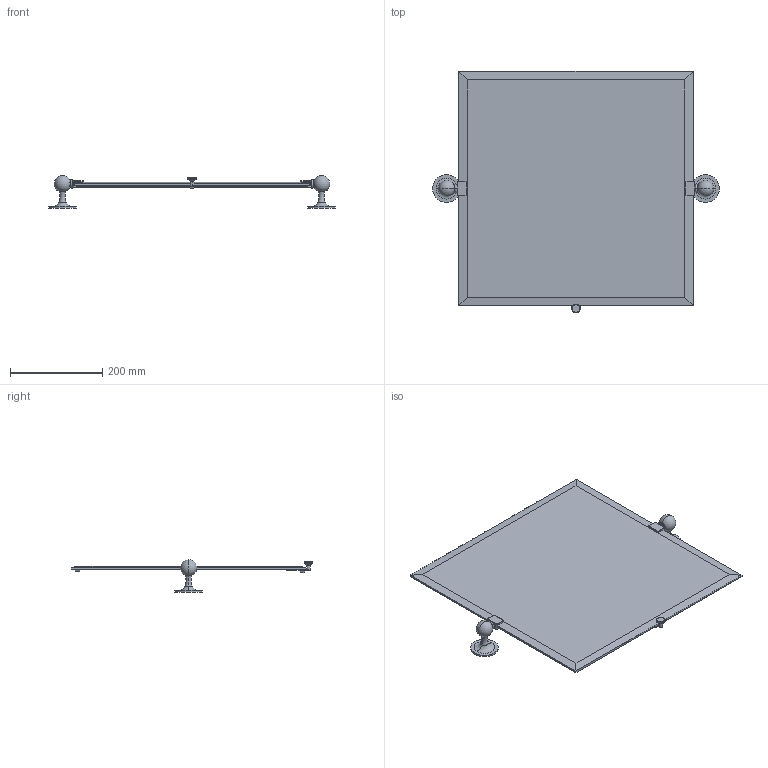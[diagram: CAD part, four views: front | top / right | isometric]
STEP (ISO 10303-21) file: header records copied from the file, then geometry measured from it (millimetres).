
FILE_DESCRIPTION((''),'2;1');
FILE_NAME('0141N','2021-06-21T15:56:33',('jinson.thomas'),(''),'CREO PARAMETRIC BY PTC INC, 2018400','CREO PARAMETRIC BY PTC INC, 2018400','');
FILE_SCHEMA(('CONFIG_CONTROL_DESIGN'));
Length unit declared in the file: inch
Products named in the file (1): 0141N
Bounding box: 620.37 x 522.86 x 71.01 mm (x, y, z)
Volume: 1631490.6 mm3; surface area: 566375.4 mm2
Topology: 1 solids, 1 shells, 506 faces, 1098 edges, 602 vertices
Faces by surface type: plane 244, torus 186, cylinder 62, sphere 12, cone 2
Full cylindrical faces by diameter (mm): 1.422 x1
Entity records: 15423 total; most frequent: CARTESIAN_POINT 5009, ORIENTED_EDGE 2184, DIRECTION 2094, EDGE_CURVE 1092, AXIS2_PLACEMENT_3D 841, VERTEX_POINT 601, EDGE_LOOP 519, FACE_OUTER_BOUND 506
